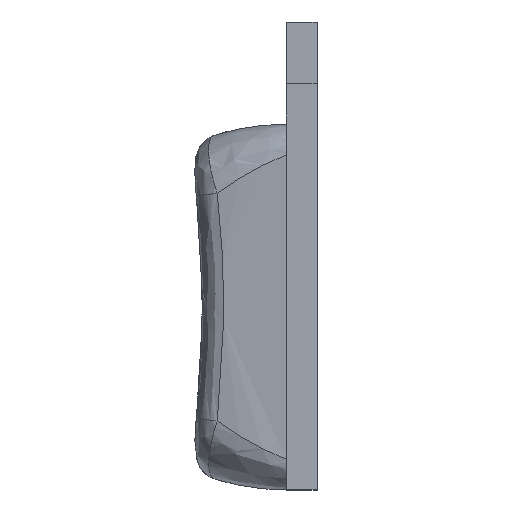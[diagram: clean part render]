
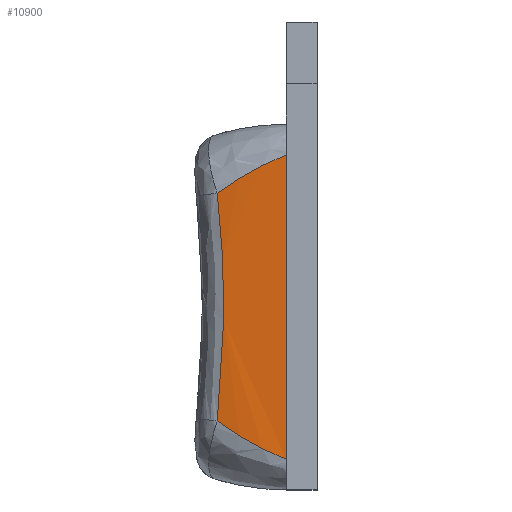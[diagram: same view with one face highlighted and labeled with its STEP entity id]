
A CAD part, left-side view. The second image highlights one B-rep face of the part: STEP entity #10900.
In plain terms, the highlighted free-form (B-spline) face has degree [1, 2] with [2, 3] control points.
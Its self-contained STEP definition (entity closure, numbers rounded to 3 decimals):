
#37=(
BOUNDED_SURFACE()
B_SPLINE_SURFACE(1,2,((#22766,#22767,#22768),(#22769,#22770,#22771)),
 .UNSPECIFIED.,.F.,.F.,.F.)
B_SPLINE_SURFACE_WITH_KNOTS((2,2),(3,3),(-0.287,0.287),
(-0.164,0.),.UNSPECIFIED.)
GEOMETRIC_REPRESENTATION_ITEM()
RATIONAL_B_SPLINE_SURFACE(((1.,0.997,1.),(1.,0.997,
1.)))
REPRESENTATION_ITEM('')
SURFACE()
);
#739=B_SPLINE_CURVE_WITH_KNOTS('',3,(#22739,#22740,#22741,#22742),
 .UNSPECIFIED.,.F.,.F.,(4,4),(0.,0.256),
 .UNSPECIFIED.);
#740=B_SPLINE_CURVE_WITH_KNOTS('',3,(#22744,#22745,#22746,#22747),
 .UNSPECIFIED.,.F.,.F.,(4,4),(0.256,0.385),
 .UNSPECIFIED.);
#743=B_SPLINE_CURVE_WITH_KNOTS('',3,(#22774,#22775,#22776,#22777),
 .UNSPECIFIED.,.F.,.F.,(4,4),(0.033,0.162),
 .UNSPECIFIED.);
#744=B_SPLINE_CURVE_WITH_KNOTS('',3,(#22778,#22779,#22780,#22781),
 .UNSPECIFIED.,.F.,.F.,(4,4),(-1.116,0.),.UNSPECIFIED.);
#745=B_SPLINE_CURVE_WITH_KNOTS('',3,(#22782,#22783,#22784,#22785),
 .UNSPECIFIED.,.F.,.F.,(4,4),(0.162,0.418),
 .UNSPECIFIED.);
#1238=FACE_OUTER_BOUND('',#1838,.T.);
#1838=EDGE_LOOP('',(#9441,#9442,#9443,#9444,#9445,#9446));
#2795=LINE('',#21463,#3875);
#3875=VECTOR('',#13323,10.);
#4920=VERTEX_POINT('',#21454);
#4921=VERTEX_POINT('',#21462);
#4991=VERTEX_POINT('',#22738);
#4992=VERTEX_POINT('',#22743);
#4994=VERTEX_POINT('',#22772);
#4995=VERTEX_POINT('',#22773);
#6409=EDGE_CURVE('',#4920,#4921,#2795,.T.);
#6503=EDGE_CURVE('',#4921,#4991,#739,.T.);
#6504=EDGE_CURVE('',#4991,#4992,#740,.T.);
#6507=EDGE_CURVE('',#4994,#4995,#743,.T.);
#6508=EDGE_CURVE('',#4992,#4994,#744,.T.);
#6509=EDGE_CURVE('',#4995,#4920,#745,.T.);
#9441=ORIENTED_EDGE('',*,*,#6507,.F.);
#9442=ORIENTED_EDGE('',*,*,#6508,.F.);
#9443=ORIENTED_EDGE('',*,*,#6504,.F.);
#9444=ORIENTED_EDGE('',*,*,#6503,.F.);
#9445=ORIENTED_EDGE('',*,*,#6409,.F.);
#9446=ORIENTED_EDGE('',*,*,#6509,.F.);
#10900=ADVANCED_FACE('',(#1238),#37,.F.);
#13323=DIRECTION('',(0.,0.,-1.));
#21454=CARTESIAN_POINT('',(-11.188,3.5,7.45));
#21462=CARTESIAN_POINT('',(-11.188,3.5,-7.45));
#21463=CARTESIAN_POINT('',(-11.188,3.5,0.));
#22738=CARTESIAN_POINT('',(-11.028,5.8,-6.305));
#22739=CARTESIAN_POINT('Ctrl Pts',(-11.188,3.5,-7.45));
#22740=CARTESIAN_POINT('Ctrl Pts',(-11.188,4.291,-7.144));
#22741=CARTESIAN_POINT('Ctrl Pts',(-11.129,5.065,-6.758));
#22742=CARTESIAN_POINT('Ctrl Pts',(-11.027,5.8,-6.305));
#22743=CARTESIAN_POINT('',(-10.841,6.882,-5.571));
#22744=CARTESIAN_POINT('Ctrl Pts',(-11.027,5.8,-6.305));
#22745=CARTESIAN_POINT('Ctrl Pts',(-10.975,6.171,-6.077));
#22746=CARTESIAN_POINT('Ctrl Pts',(-10.913,6.533,-5.832));
#22747=CARTESIAN_POINT('Ctrl Pts',(-10.841,6.882,-5.571));
#22766=CARTESIAN_POINT('Ctrl Pts',(-10.841,6.882,-7.45));
#22767=CARTESIAN_POINT('Ctrl Pts',(-11.188,5.202,-7.45));
#22768=CARTESIAN_POINT('Ctrl Pts',(-11.188,3.5,-7.45));
#22769=CARTESIAN_POINT('Ctrl Pts',(-10.841,6.882,7.45));
#22770=CARTESIAN_POINT('Ctrl Pts',(-11.188,5.202,7.45));
#22771=CARTESIAN_POINT('Ctrl Pts',(-11.188,3.5,7.45));
#22772=CARTESIAN_POINT('',(-10.841,6.882,5.571));
#22773=CARTESIAN_POINT('',(-11.028,5.8,6.305));
#22774=CARTESIAN_POINT('Ctrl Pts',(-10.841,6.882,5.571));
#22775=CARTESIAN_POINT('Ctrl Pts',(-10.913,6.533,5.831));
#22776=CARTESIAN_POINT('Ctrl Pts',(-10.975,6.171,6.077));
#22777=CARTESIAN_POINT('Ctrl Pts',(-11.027,5.8,6.305));
#22778=CARTESIAN_POINT('Ctrl Pts',(-10.841,6.882,-5.571));
#22779=CARTESIAN_POINT('Ctrl Pts',(-10.928,6.456,-1.872));
#22780=CARTESIAN_POINT('Ctrl Pts',(-10.928,6.456,1.872));
#22781=CARTESIAN_POINT('Ctrl Pts',(-10.841,6.882,5.571));
#22782=CARTESIAN_POINT('Ctrl Pts',(-11.027,5.8,6.305));
#22783=CARTESIAN_POINT('Ctrl Pts',(-11.129,5.065,6.758));
#22784=CARTESIAN_POINT('Ctrl Pts',(-11.188,4.291,7.144));
#22785=CARTESIAN_POINT('Ctrl Pts',(-11.188,3.5,7.45));
